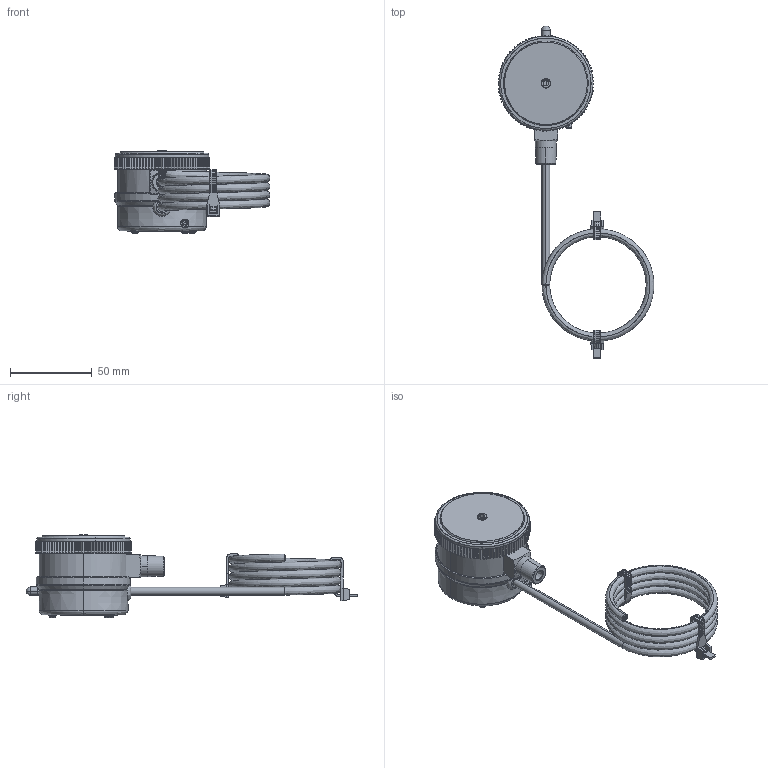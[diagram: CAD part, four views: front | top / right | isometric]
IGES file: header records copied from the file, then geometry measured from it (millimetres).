
Start section: SolidWorks IGES file using analytic representation for surfaces
Global section: file name: ISP122-PSI_BAR-NPT-1-A.IGS; native system: SolidWorks 2014; preprocessor: SolidWorks 2014; author: CFehr; date: 170605.131530; units: inch
Bounding box: 95.02 x 202.56 x 51.24 mm (x, y, z)
Surface area: 37240.5 mm2 (no closed solid volume)
Topology: 0 solids, 0 shells, 884 faces, 7472 edges, 7472 vertices
Faces by surface type: bspline 678, revolution 206
